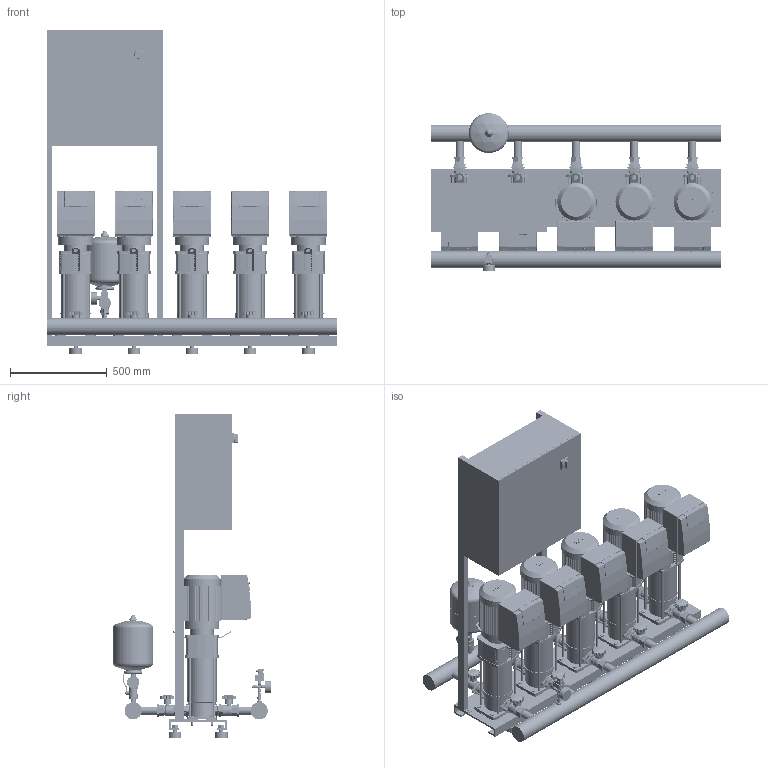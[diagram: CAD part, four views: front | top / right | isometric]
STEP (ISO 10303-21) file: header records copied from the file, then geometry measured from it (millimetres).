
FILE_DESCRIPTION((''),'2;1');
FILE_NAME('3d_COR-5HELIXVE604_K_CCE-01-2539345.stp','2015-10-05T07:18:04',(''),(''),'Mechanical Desktop 2009','Mechanical Desktop 2009',', , ');
FILE_SCHEMA(('CONFIG_CONTROL_DESIGN'));
Length unit declared in the file: millimetre
Products named in the file (1): Product
Bounding box: 1500 x 813 x 1670 mm (x, y, z)
Volume: 246119351.4 mm3; surface area: 12066021.7 mm2
Topology: 236 solids, 236 shells, 6846 faces, 17398 edges, 11307 vertices
Faces by surface type: plane 2770, bspline 2008, cylinder 1757, cone 241, torus 54, sphere 16
Entity records: 224274 total; most frequent: CARTESIAN_POINT 61573, ORIENTED_EDGE 34628, DIRECTION 31594, EDGE_CURVE 17314, VERTEX_POINT 11300, VECTOR 11092, LINE 11092, AXIS2_PLACEMENT_3D 10251
